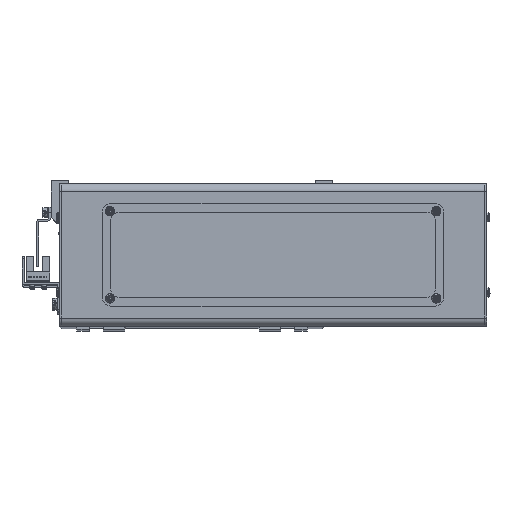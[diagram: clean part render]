
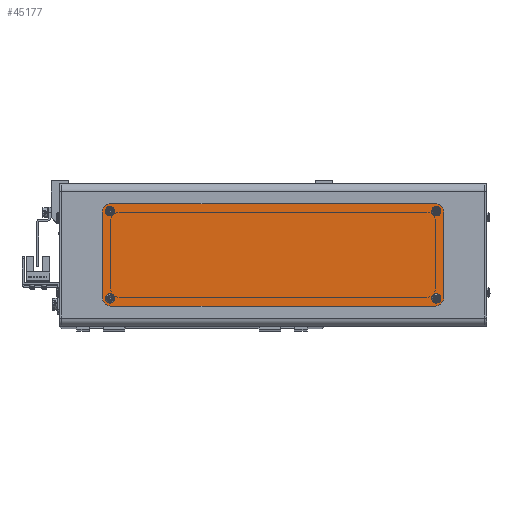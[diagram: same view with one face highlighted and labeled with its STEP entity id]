
A CAD part, top view. The second image highlights one B-rep face of the part: STEP entity #45177.
In plain terms, the highlighted planar face has unit normal (0, 0, 1).
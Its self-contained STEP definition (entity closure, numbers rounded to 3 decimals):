
#751 = CARTESIAN_POINT ( 'NONE',  ( -100., -25., 2. ) ) ;
#1574 = AXIS2_PLACEMENT_3D ( 'NONE', #50641, #15193, #56557 ) ;
#2115 = DIRECTION ( 'NONE',  ( 0., 0., 1. ) ) ;
#2232 = CARTESIAN_POINT ( 'NONE',  ( 100., -25., 2. ) ) ;
#2507 = FACE_BOUND ( 'NONE', #22262, .T. ) ;
#3599 = CIRCLE ( 'NONE', #67772, 1.7 ) ;
#3636 = EDGE_CURVE ( 'NONE', #26159, #58205, #59755, .T. ) ;
#4907 = PLANE ( 'NONE',  #39585 ) ;
#5825 = CARTESIAN_POINT ( 'NONE',  ( -100., 25., 2. ) ) ;
#6895 = AXIS2_PLACEMENT_3D ( 'NONE', #23107, #64415, #29104 ) ;
#10186 = CIRCLE ( 'NONE', #6895, 1.7 ) ;
#10616 = CARTESIAN_POINT ( 'NONE',  ( -93.8, -25.5, 2. ) ) ;
#10912 = CARTESIAN_POINT ( 'NONE',  ( -95., -25., 2. ) ) ;
#11188 = CARTESIAN_POINT ( 'NONE',  ( -97.2, 25.5, 2. ) ) ;
#11498 = AXIS2_PLACEMENT_3D ( 'NONE', #69321, #34054, #75221 ) ;
#11824 = ORIENTED_EDGE ( 'NONE', *, *, #50182, .T. ) ;
#11945 = EDGE_CURVE ( 'NONE', #37729, #22393, #14130, .T. ) ;
#12564 = DIRECTION ( 'NONE',  ( 0., 0., 1. ) ) ;
#13562 = VECTOR ( 'NONE', #51826, 1000. ) ;
#14053 = EDGE_CURVE ( 'NONE', #21073, #28906, #17607, .T. ) ;
#14130 = CIRCLE ( 'NONE', #20310, 5. ) ;
#14973 = CARTESIAN_POINT ( 'NONE',  ( -97.2, -25.5, 2. ) ) ;
#15193 = DIRECTION ( 'NONE',  ( 0., 0., 1. ) ) ;
#15925 = EDGE_CURVE ( 'NONE', #61879, #64082, #21029, .T. ) ;
#16065 = CIRCLE ( 'NONE', #23501, 5. ) ;
#16841 = VERTEX_POINT ( 'NONE', #62279 ) ;
#17607 = CIRCLE ( 'NONE', #1574, 1.7 ) ;
#17636 = VERTEX_POINT ( 'NONE', #30309 ) ;
#17770 = CARTESIAN_POINT ( 'NONE',  ( -100., -25., 2. ) ) ;
#18319 = FACE_OUTER_BOUND ( 'NONE', #74484, .T. ) ;
#18421 = CIRCLE ( 'NONE', #58010, 1.7 ) ;
#19372 = ORIENTED_EDGE ( 'NONE', *, *, #28907, .T. ) ;
#19758 = VERTEX_POINT ( 'NONE', #2232 ) ;
#20310 = AXIS2_PLACEMENT_3D ( 'NONE', #65109, #46914, #51833 ) ;
#20819 = CARTESIAN_POINT ( 'NONE',  ( 100., 25., 2. ) ) ;
#21029 = CIRCLE ( 'NONE', #68507, 1.7 ) ;
#21073 = VERTEX_POINT ( 'NONE', #58285 ) ;
#22262 = EDGE_LOOP ( 'NONE', ( #41178, #33050 ) ) ;
#22393 = VERTEX_POINT ( 'NONE', #5825 ) ;
#22875 = EDGE_CURVE ( 'NONE', #27306, #17636, #45272, .T. ) ;
#23107 = CARTESIAN_POINT ( 'NONE',  ( 95.5, -25.5, 2. ) ) ;
#23501 = AXIS2_PLACEMENT_3D ( 'NONE', #26762, #68028, #32754 ) ;
#23716 = DIRECTION ( 'NONE',  ( 0., -1., 0. ) ) ;
#24574 = ORIENTED_EDGE ( 'NONE', *, *, #55099, .F. ) ;
#24664 = CARTESIAN_POINT ( 'NONE',  ( -95.5, 25.5, 2. ) ) ;
#24681 = AXIS2_PLACEMENT_3D ( 'NONE', #37664, #2115, #43551 ) ;
#26159 = VERTEX_POINT ( 'NONE', #57637 ) ;
#26418 = CARTESIAN_POINT ( 'NONE',  ( -95., -25., 2. ) ) ;
#26427 = ORIENTED_EDGE ( 'NONE', *, *, #55650, .F. ) ;
#26762 = CARTESIAN_POINT ( 'NONE',  ( 95., 25., 2. ) ) ;
#26953 = EDGE_CURVE ( 'NONE', #65697, #19758, #47348, .T. ) ;
#26994 = CARTESIAN_POINT ( 'NONE',  ( -95.5, -25.5, 2. ) ) ;
#27306 = VERTEX_POINT ( 'NONE', #11188 ) ;
#28279 = VECTOR ( 'NONE', #53272, 1000. ) ;
#28844 = EDGE_LOOP ( 'NONE', ( #38400, #24574 ) ) ;
#28906 = VERTEX_POINT ( 'NONE', #62160 ) ;
#28907 = EDGE_CURVE ( 'NONE', #19758, #60932, #60891, .T. ) ;
#29104 = DIRECTION ( 'NONE',  ( 1., 0., 0. ) ) ;
#29315 = AXIS2_PLACEMENT_3D ( 'NONE', #56829, #47257, #48731 ) ;
#30309 = CARTESIAN_POINT ( 'NONE',  ( -93.8, 25.5, 2. ) ) ;
#30625 = DIRECTION ( 'NONE',  ( 1., 0., 0. ) ) ;
#30768 = EDGE_CURVE ( 'NONE', #49644, #37729, #58849, .T. ) ;
#31470 = EDGE_CURVE ( 'NONE', #16841, #65697, #45808, .T. ) ;
#31645 = VERTEX_POINT ( 'NONE', #751 ) ;
#32373 = DIRECTION ( 'NONE',  ( 1., 0., 0. ) ) ;
#32754 = DIRECTION ( 'NONE',  ( 1., 0., 0. ) ) ;
#32781 = DIRECTION ( 'NONE',  ( 0., 1., 0. ) ) ;
#32967 = DIRECTION ( 'NONE',  ( 1., 0., 0. ) ) ;
#33050 = ORIENTED_EDGE ( 'NONE', *, *, #59459, .F. ) ;
#33090 = EDGE_CURVE ( 'NONE', #60932, #49644, #16065, .T. ) ;
#34010 = DIRECTION ( 'NONE',  ( 0., 0., 1. ) ) ;
#34054 = DIRECTION ( 'NONE',  ( 0., 0., 1. ) ) ;
#34106 = FACE_BOUND ( 'NONE', #28844, .T. ) ;
#34225 = DIRECTION ( 'NONE',  ( 0., 0., 1. ) ) ;
#37664 = CARTESIAN_POINT ( 'NONE',  ( 95., -25., 2. ) ) ;
#37729 = VERTEX_POINT ( 'NONE', #74990 ) ;
#38400 = ORIENTED_EDGE ( 'NONE', *, *, #3636, .F. ) ;
#39585 = AXIS2_PLACEMENT_3D ( 'NONE', #10912, #34010, #58225 ) ;
#41178 = ORIENTED_EDGE ( 'NONE', *, *, #15925, .F. ) ;
#41210 = VECTOR ( 'NONE', #23716, 1000. ) ;
#41794 = CARTESIAN_POINT ( 'NONE',  ( 100., 25., 2. ) ) ;
#43242 = ORIENTED_EDGE ( 'NONE', *, *, #11945, .T. ) ;
#43551 = DIRECTION ( 'NONE',  ( 1., 0., 0. ) ) ;
#43683 = ORIENTED_EDGE ( 'NONE', *, *, #63699, .F. ) ;
#44040 = CARTESIAN_POINT ( 'NONE',  ( 95., 30., 2. ) ) ;
#45150 = VECTOR ( 'NONE', #32781, 1000. ) ;
#45177 = ADVANCED_FACE ( 'NONE', ( #34106, #47937, #18319, #65440, #2507 ), #4907, .T. ) ;
#45272 = CIRCLE ( 'NONE', #11498, 1.7 ) ;
#45611 = ORIENTED_EDGE ( 'NONE', *, *, #26953, .T. ) ;
#45660 = ORIENTED_EDGE ( 'NONE', *, *, #14053, .F. ) ;
#45808 = LINE ( 'NONE', #76667, #28279 ) ;
#46914 = DIRECTION ( 'NONE',  ( 0., 0., 1. ) ) ;
#47257 = DIRECTION ( 'NONE',  ( 0., 0., 1. ) ) ;
#47348 = CIRCLE ( 'NONE', #24681, 5. ) ;
#47937 = FACE_BOUND ( 'NONE', #73229, .T. ) ;
#47974 = CARTESIAN_POINT ( 'NONE',  ( -95.5, -25.5, 2. ) ) ;
#48279 = CIRCLE ( 'NONE', #64062, 5. ) ;
#48731 = DIRECTION ( 'NONE',  ( 1., 0., 0. ) ) ;
#48954 = ORIENTED_EDGE ( 'NONE', *, *, #22875, .F. ) ;
#49209 = CARTESIAN_POINT ( 'NONE',  ( 97.2, -25.5, 2. ) ) ;
#49644 = VERTEX_POINT ( 'NONE', #44040 ) ;
#50182 = EDGE_CURVE ( 'NONE', #31645, #16841, #48279, .T. ) ;
#50641 = CARTESIAN_POINT ( 'NONE',  ( 95.5, 25.5, 2. ) ) ;
#51826 = DIRECTION ( 'NONE',  ( -1., 0., 0. ) ) ;
#51833 = DIRECTION ( 'NONE',  ( 1., 0., 0. ) ) ;
#52187 = CARTESIAN_POINT ( 'NONE',  ( 95., -30., 2. ) ) ;
#53272 = DIRECTION ( 'NONE',  ( 1., 0., 0. ) ) ;
#53599 = ORIENTED_EDGE ( 'NONE', *, *, #59149, .T. ) ;
#53921 = DIRECTION ( 'NONE',  ( 1., 0., 0. ) ) ;
#55099 = EDGE_CURVE ( 'NONE', #58205, #26159, #10186, .T. ) ;
#55650 = EDGE_CURVE ( 'NONE', #28906, #21073, #18421, .T. ) ;
#56557 = DIRECTION ( 'NONE',  ( 1., 0., 0. ) ) ;
#56829 = CARTESIAN_POINT ( 'NONE',  ( 95.5, -25.5, 2. ) ) ;
#57637 = CARTESIAN_POINT ( 'NONE',  ( 93.8, -25.5, 2. ) ) ;
#58010 = AXIS2_PLACEMENT_3D ( 'NONE', #69506, #34225, #75398 ) ;
#58205 = VERTEX_POINT ( 'NONE', #49209 ) ;
#58225 = DIRECTION ( 'NONE',  ( 1., 0., 0. ) ) ;
#58285 = CARTESIAN_POINT ( 'NONE',  ( 97.2, 25.5, 2. ) ) ;
#58746 = LINE ( 'NONE', #17770, #41210 ) ;
#58849 = LINE ( 'NONE', #75485, #13562 ) ;
#59149 = EDGE_CURVE ( 'NONE', #22393, #31645, #58746, .T. ) ;
#59459 = EDGE_CURVE ( 'NONE', #64082, #61879, #67881, .T. ) ;
#59705 = AXIS2_PLACEMENT_3D ( 'NONE', #26994, #68233, #32967 ) ;
#59755 = CIRCLE ( 'NONE', #29315, 1.7 ) ;
#60891 = LINE ( 'NONE', #20819, #45150 ) ;
#60932 = VERTEX_POINT ( 'NONE', #41794 ) ;
#61780 = ORIENTED_EDGE ( 'NONE', *, *, #31470, .T. ) ;
#61879 = VERTEX_POINT ( 'NONE', #14973 ) ;
#62160 = CARTESIAN_POINT ( 'NONE',  ( 93.8, 25.5, 2. ) ) ;
#62279 = CARTESIAN_POINT ( 'NONE',  ( -95., -30., 2. ) ) ;
#63699 = EDGE_CURVE ( 'NONE', #17636, #27306, #3599, .T. ) ;
#64062 = AXIS2_PLACEMENT_3D ( 'NONE', #26418, #67678, #32373 ) ;
#64082 = VERTEX_POINT ( 'NONE', #10616 ) ;
#64415 = DIRECTION ( 'NONE',  ( 0., 0., 1. ) ) ;
#65011 = ORIENTED_EDGE ( 'NONE', *, *, #33090, .T. ) ;
#65109 = CARTESIAN_POINT ( 'NONE',  ( -95., 25., 2. ) ) ;
#65440 = FACE_BOUND ( 'NONE', #66868, .T. ) ;
#65697 = VERTEX_POINT ( 'NONE', #52187 ) ;
#65959 = DIRECTION ( 'NONE',  ( 0., 0., 1. ) ) ;
#66088 = ORIENTED_EDGE ( 'NONE', *, *, #30768, .T. ) ;
#66868 = EDGE_LOOP ( 'NONE', ( #48954, #43683 ) ) ;
#67678 = DIRECTION ( 'NONE',  ( 0., 0., 1. ) ) ;
#67772 = AXIS2_PLACEMENT_3D ( 'NONE', #24664, #65959, #30625 ) ;
#67881 = CIRCLE ( 'NONE', #59705, 1.7 ) ;
#68028 = DIRECTION ( 'NONE',  ( 0., 0., 1. ) ) ;
#68233 = DIRECTION ( 'NONE',  ( 0., 0., 1. ) ) ;
#68507 = AXIS2_PLACEMENT_3D ( 'NONE', #47974, #12564, #53921 ) ;
#69321 = CARTESIAN_POINT ( 'NONE',  ( -95.5, 25.5, 2. ) ) ;
#69506 = CARTESIAN_POINT ( 'NONE',  ( 95.5, 25.5, 2. ) ) ;
#73229 = EDGE_LOOP ( 'NONE', ( #26427, #45660 ) ) ;
#74484 = EDGE_LOOP ( 'NONE', ( #11824, #61780, #45611, #19372, #65011, #66088, #43242, #53599 ) ) ;
#74990 = CARTESIAN_POINT ( 'NONE',  ( -95., 30., 2. ) ) ;
#75221 = DIRECTION ( 'NONE',  ( 1., 0., 0. ) ) ;
#75398 = DIRECTION ( 'NONE',  ( 1., 0., 0. ) ) ;
#75485 = CARTESIAN_POINT ( 'NONE',  ( -95., 30., 2. ) ) ;
#76667 = CARTESIAN_POINT ( 'NONE',  ( 95., -30., 2. ) ) ;
